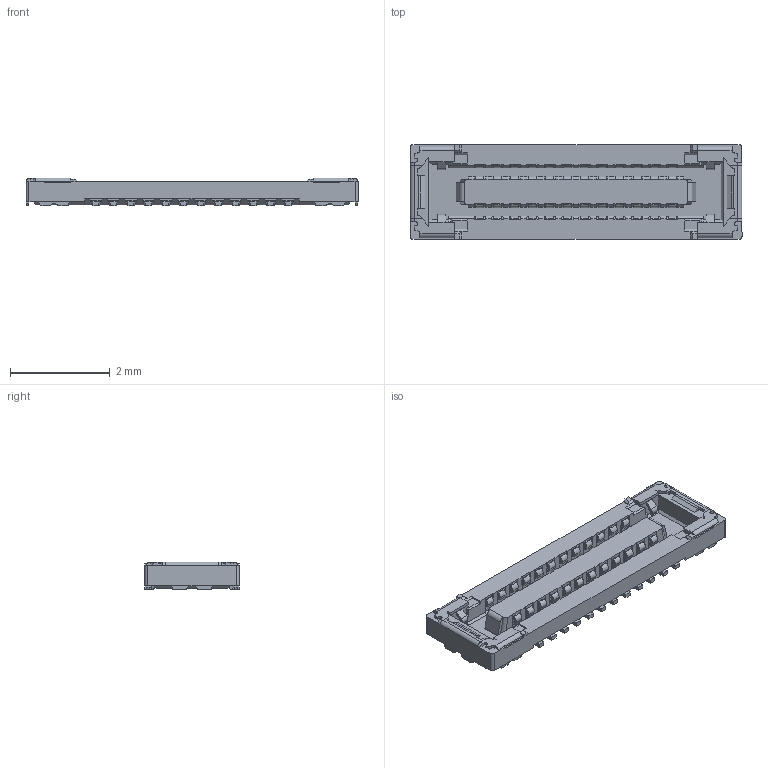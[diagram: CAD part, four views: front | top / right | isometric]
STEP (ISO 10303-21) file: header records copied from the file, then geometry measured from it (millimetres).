
FILE_DESCRIPTION(/* description */ (''),/* implementation_level */ '2;1');
FILE_NAME(/* name */ '2167000249 v2.step',/* time_stamp */ '2023-07-27T10:11:13-06:00',/* author */ (''),/* organization */ (''),/* preprocessor_version */ 'ST-DEVELOPER v20',/* originating_system */ 'Autodesk Translation Framework v12.9.0.99',/* authorisation */ '');
FILE_SCHEMA (('AUTOMOTIVE_DESIGN { 1 0 10303 214 3 1 1 }'));
Length unit declared in the file: millimetre
Products named in the file (1): 2167000249
Bounding box: 6.65 x 1.9 x 0.56 mm (x, y, z)
Volume: 4.2 mm3; surface area: 55.4 mm2
Topology: 97 solids, 97 shells, 1817 faces, 4590 edges, 3040 vertices
Faces by surface type: plane 1481, cylinder 288, bspline 48
Entity records: 54859 total; most frequent: CARTESIAN_POINT 10856, ORIENTED_EDGE 9180, DIRECTION 8598, EDGE_CURVE 4590, LINE 3906, VECTOR 3906, VERTEX_POINT 3040, AXIS2_PLACEMENT_3D 2346
